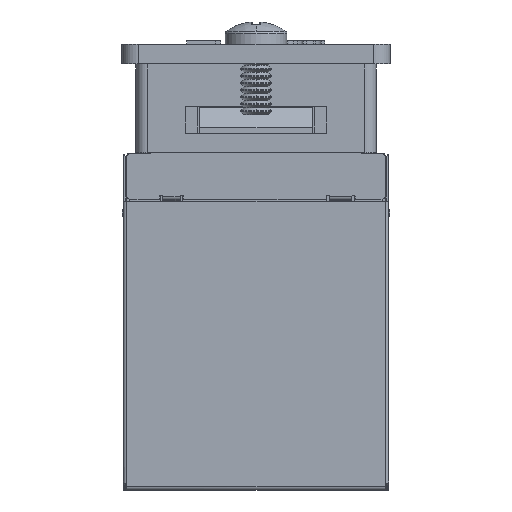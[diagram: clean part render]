
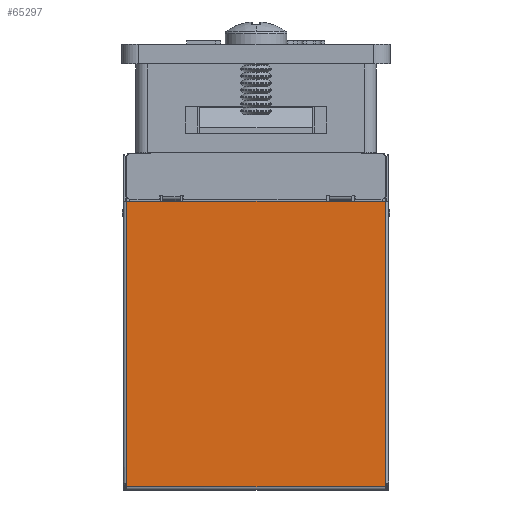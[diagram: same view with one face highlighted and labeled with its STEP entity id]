
A CAD part, front view. The second image highlights one B-rep face of the part: STEP entity #65297.
In plain terms, the highlighted face is planar.
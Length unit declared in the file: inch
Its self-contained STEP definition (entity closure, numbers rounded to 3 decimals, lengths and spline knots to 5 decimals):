
#670 = CARTESIAN_POINT ( 'NONE',  ( 0.45866, 1.02362, -0.32874 ) ) ;
#4120 = DIRECTION ( 'NONE',  ( 0., 1., 0. ) ) ;
#5483 = VERTEX_POINT ( 'NONE', #71847 ) ;
#9501 = CIRCLE ( 'NONE', #17620, 0.01893 ) ;
#9641 = FACE_OUTER_BOUND ( 'NONE', #116688, .T. ) ;
#13656 = VECTOR ( 'NONE', #100935, 39.37008 ) ;
#16330 = DIRECTION ( 'NONE',  ( 0., 1., 0. ) ) ;
#17198 = AXIS2_PLACEMENT_3D ( 'NONE', #102240, #42886, #119570 ) ;
#17620 = AXIS2_PLACEMENT_3D ( 'NONE', #71316, #62345, #4120 ) ;
#20559 = EDGE_CURVE ( 'NONE', #93843, #117969, #121081, .T. ) ;
#22941 = CARTESIAN_POINT ( 'NONE',  ( 0.45866, 1.02362, -0.32874 ) ) ;
#23048 = ORIENTED_EDGE ( 'NONE', *, *, #20559, .F. ) ;
#23375 = CARTESIAN_POINT ( 'NONE',  ( 0.47047, 0.01181, -0.32874 ) ) ;
#26646 = LINE ( 'NONE', #84203, #74781 ) ;
#28565 = ORIENTED_EDGE ( 'NONE', *, *, #106592, .F. ) ;
#28590 = CARTESIAN_POINT ( 'NONE',  ( 0.45772, 0.01181, -0.32874 ) ) ;
#31831 = VERTEX_POINT ( 'NONE', #71761 ) ;
#32588 = LINE ( 'NONE', #22941, #13656 ) ;
#36112 = EDGE_CURVE ( 'NONE', #93843, #31831, #100747, .T. ) ;
#36584 = VERTEX_POINT ( 'NONE', #82693 ) ;
#42886 = DIRECTION ( 'NONE',  ( 0., 0., -1. ) ) ;
#43897 = EDGE_CURVE ( 'NONE', #5483, #36584, #111651, .T. ) ;
#45036 = VERTEX_POINT ( 'NONE', #670 ) ;
#46534 = DIRECTION ( 'NONE',  ( -1., 0., 0. ) ) ;
#46756 = EDGE_CURVE ( 'NONE', #5483, #31831, #9501, .T. ) ;
#49961 = DIRECTION ( 'NONE',  ( 1., 0., 0. ) ) ;
#50087 = AXIS2_PLACEMENT_3D ( 'NONE', #116452, #50593, #49961 ) ;
#50593 = DIRECTION ( 'NONE',  ( 0., 0., 1. ) ) ;
#58914 = PLANE ( 'NONE',  #50087 ) ;
#62242 = VECTOR ( 'NONE', #16330, 39.37008 ) ;
#62345 = DIRECTION ( 'NONE',  ( 0., 0., -1. ) ) ;
#65297 = ADVANCED_FACE ( 'NONE', ( #9641 ), #58914, .F. ) ;
#66287 = VECTOR ( 'NONE', #71410, 39.37008 ) ;
#68414 = CARTESIAN_POINT ( 'NONE',  ( 0.45866, 0.02362, -0.32874 ) ) ;
#71316 = CARTESIAN_POINT ( 'NONE',  ( -0.47611, 0.01628, -0.32874 ) ) ;
#71410 = DIRECTION ( 'NONE',  ( -1., 0., 0. ) ) ;
#71761 = CARTESIAN_POINT ( 'NONE',  ( -0.45772, 0.01181, -0.32874 ) ) ;
#71847 = CARTESIAN_POINT ( 'NONE',  ( -0.45866, 0.02362, -0.32874 ) ) ;
#73934 = CARTESIAN_POINT ( 'NONE',  ( -0.45866, 0.01181, -0.32874 ) ) ;
#74781 = VECTOR ( 'NONE', #46534, 39.37008 ) ;
#79267 = ORIENTED_EDGE ( 'NONE', *, *, #95338, .T. ) ;
#82693 = CARTESIAN_POINT ( 'NONE',  ( -0.45866, 1.02362, -0.32874 ) ) ;
#84203 = CARTESIAN_POINT ( 'NONE',  ( 0.47047, 1.02362, -0.32874 ) ) ;
#93843 = VERTEX_POINT ( 'NONE', #28590 ) ;
#95338 = EDGE_CURVE ( 'NONE', #45036, #117969, #32588, .T. ) ;
#100747 = LINE ( 'NONE', #23375, #66287 ) ;
#100935 = DIRECTION ( 'NONE',  ( 0., -1., 0. ) ) ;
#102240 = CARTESIAN_POINT ( 'NONE',  ( 0.47611, 0.01628, -0.32874 ) ) ;
#102977 = ORIENTED_EDGE ( 'NONE', *, *, #36112, .T. ) ;
#106034 = ORIENTED_EDGE ( 'NONE', *, *, #46756, .F. ) ;
#106592 = EDGE_CURVE ( 'NONE', #45036, #36584, #26646, .T. ) ;
#111435 = ORIENTED_EDGE ( 'NONE', *, *, #43897, .T. ) ;
#111651 = LINE ( 'NONE', #73934, #62242 ) ;
#116452 = CARTESIAN_POINT ( 'NONE',  ( 0.47047, 0., -0.32874 ) ) ;
#116688 = EDGE_LOOP ( 'NONE', ( #79267, #23048, #102977, #106034, #111435, #28565 ) ) ;
#117969 = VERTEX_POINT ( 'NONE', #68414 ) ;
#119570 = DIRECTION ( 'NONE',  ( 0., -1., 0. ) ) ;
#121081 = CIRCLE ( 'NONE', #17198, 0.01893 ) ;
